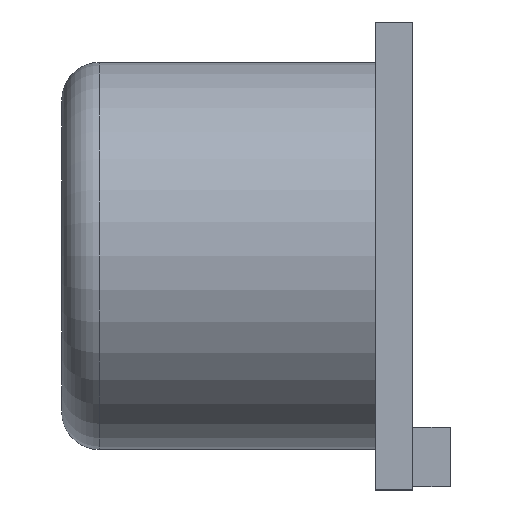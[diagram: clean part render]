
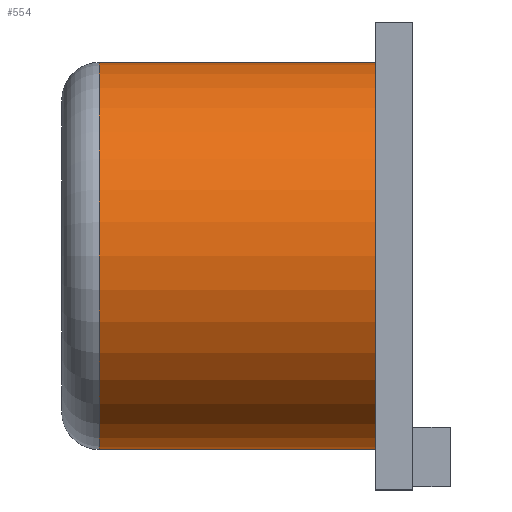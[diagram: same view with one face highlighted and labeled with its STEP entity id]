
A CAD part, left-side view. The second image highlights one B-rep face of the part: STEP entity #554.
In plain terms, the highlighted cylindrical face has radius 8.273 mm (diameter 16.546 mm), a partial arc.
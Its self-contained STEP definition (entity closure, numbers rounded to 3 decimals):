
#28 = AXIS2_PLACEMENT_3D ( 'NONE', #434, #393, #282 ) ;
#53 = DIRECTION ( 'NONE',  ( 0., 0., -1. ) ) ;
#80 = LINE ( 'NONE', #271, #565 ) ;
#125 = VERTEX_POINT ( 'NONE', #261 ) ;
#134 = DIRECTION ( 'NONE',  ( 0., -1., 0. ) ) ;
#140 = CIRCLE ( 'NONE', #28, 8.273 ) ;
#147 = CARTESIAN_POINT ( 'NONE',  ( -10.75, 15., 0. ) ) ;
#150 = CARTESIAN_POINT ( 'NONE',  ( -10.75, 15., -8.273 ) ) ;
#203 = CARTESIAN_POINT ( 'NONE',  ( -10.75, 13.4, 8.273 ) ) ;
#222 = ORIENTED_EDGE ( 'NONE', *, *, #311, .T. ) ;
#241 = AXIS2_PLACEMENT_3D ( 'NONE', #147, #300, #53 ) ;
#243 = DIRECTION ( 'NONE',  ( 0., 0., 1. ) ) ;
#245 = EDGE_LOOP ( 'NONE', ( #281, #222, #448, #566 ) ) ;
#261 = CARTESIAN_POINT ( 'NONE',  ( -10.75, 13.4, -8.273 ) ) ;
#271 = CARTESIAN_POINT ( 'NONE',  ( -10.75, 15., 8.273 ) ) ;
#280 = EDGE_CURVE ( 'NONE', #482, #551, #80, .T. ) ;
#281 = ORIENTED_EDGE ( 'NONE', *, *, #280, .F. ) ;
#282 = DIRECTION ( 'NONE',  ( 0., 0., -1. ) ) ;
#297 = CARTESIAN_POINT ( 'NONE',  ( -10.75, 1.6, 8.273 ) ) ;
#300 = DIRECTION ( 'NONE',  ( 0., -1., 0. ) ) ;
#311 = EDGE_CURVE ( 'NONE', #482, #125, #590, .T. ) ;
#354 = CARTESIAN_POINT ( 'NONE',  ( -10.75, 1.6, -8.273 ) ) ;
#360 = DIRECTION ( 'NONE',  ( 0., -1., 0. ) ) ;
#369 = VECTOR ( 'NONE', #360, 1000. ) ;
#393 = DIRECTION ( 'NONE',  ( 0., 1., 0. ) ) ;
#403 = CYLINDRICAL_SURFACE ( 'NONE', #241, 8.273 ) ;
#412 = EDGE_CURVE ( 'NONE', #509, #551, #140, .T. ) ;
#434 = CARTESIAN_POINT ( 'NONE',  ( -10.75, 1.6, 0. ) ) ;
#436 = CARTESIAN_POINT ( 'NONE',  ( -10.75, 13.4, 0. ) ) ;
#448 = ORIENTED_EDGE ( 'NONE', *, *, #537, .T. ) ;
#482 = VERTEX_POINT ( 'NONE', #203 ) ;
#493 = DIRECTION ( 'NONE',  ( 0., -1., 0. ) ) ;
#497 = FACE_OUTER_BOUND ( 'NONE', #245, .T. ) ;
#509 = VERTEX_POINT ( 'NONE', #354 ) ;
#537 = EDGE_CURVE ( 'NONE', #125, #509, #552, .T. ) ;
#551 = VERTEX_POINT ( 'NONE', #297 ) ;
#552 = LINE ( 'NONE', #150, #369 ) ;
#554 = ADVANCED_FACE ( 'NONE', ( #497 ), #403, .T. ) ;
#565 = VECTOR ( 'NONE', #134, 1000. ) ;
#566 = ORIENTED_EDGE ( 'NONE', *, *, #412, .T. ) ;
#567 = AXIS2_PLACEMENT_3D ( 'NONE', #436, #493, #243 ) ;
#590 = CIRCLE ( 'NONE', #567, 8.273 ) ;
